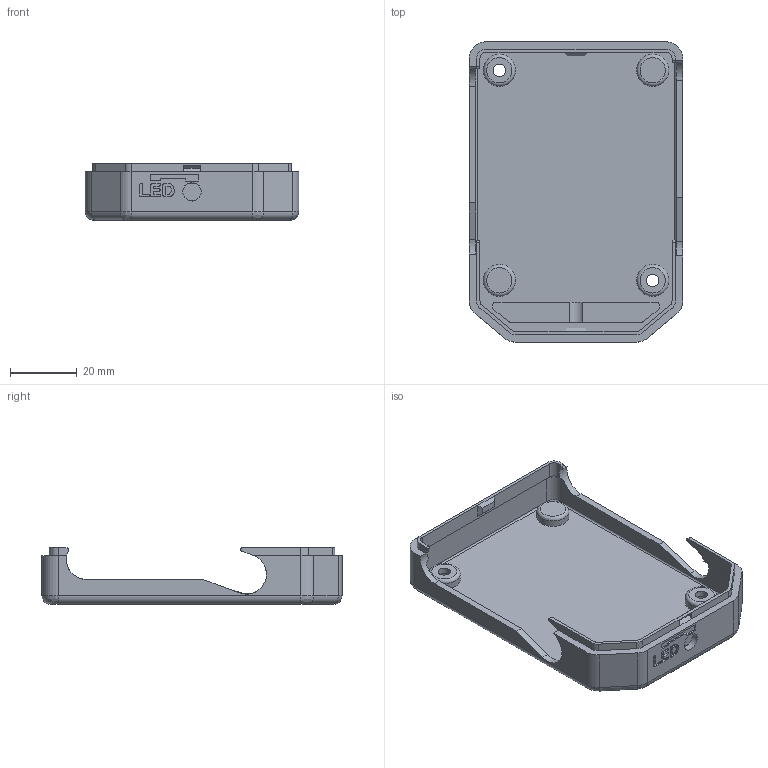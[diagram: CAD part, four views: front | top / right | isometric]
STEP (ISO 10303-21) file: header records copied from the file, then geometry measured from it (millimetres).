
FILE_DESCRIPTION(/* description */ (''),/* implementation_level */ '2;1');
FILE_NAME(/* name */ 'Enabled_Controller_Bottom.step',/* time_stamp */ '2021-01-16T17:45:40-08:00',/* author */ (''),/* organization */ (''),/* preprocessor_version */ 'ST-DEVELOPER v18.1',/* originating_system */ 'Autodesk Translation Framework v9.7.1.1290',/* authorisation */ '');
FILE_SCHEMA (('AUTOMOTIVE_DESIGN { 1 0 10303 214 3 1 1 }'));
Length unit declared in the file: millimetre
Products named in the file (2): Enabled_Controller_Bottom; Plastic Case
Assembly tree (1 placements, depth 2):
  Enabled_Controller_Bottom
    Plastic Case
Bounding box: 64 x 90 x 16.9 mm (x, y, z)
Volume: 18809 mm3; surface area: 18848 mm2
Topology: 1 solids, 1 shells, 349 faces, 937 edges, 606 vertices
Faces by surface type: bspline 142, plane 131, cylinder 60, torus 10, cone 6
Full cylindrical faces by diameter (mm): 3.7 x2, 5.5 x1, 7.2 x2, 9.6 x4
Entity records: 12217 total; most frequent: CARTESIAN_POINT 4255, ORIENTED_EDGE 1874, DIRECTION 1243, EDGE_CURVE 937, VERTEX_POINT 606, LINE 507, VECTOR 507, EDGE_LOOP 371
